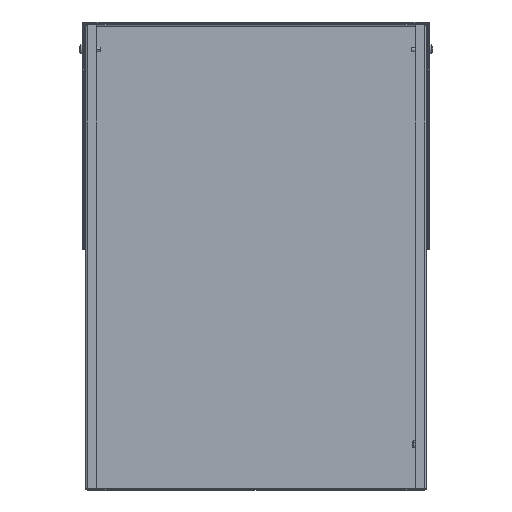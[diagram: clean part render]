
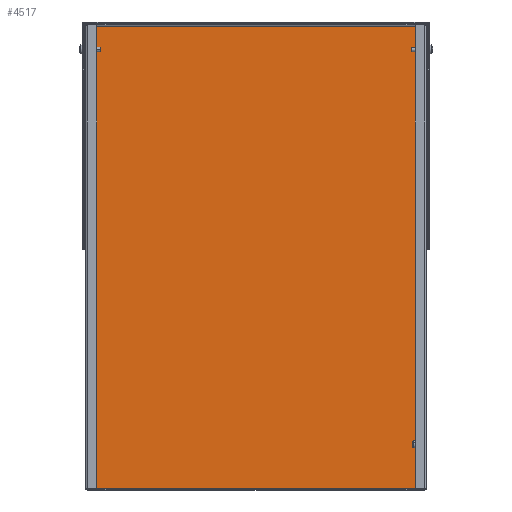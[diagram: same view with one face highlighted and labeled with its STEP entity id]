
A CAD part, top view. The second image highlights one B-rep face of the part: STEP entity #4517.
In plain terms, the highlighted planar face has unit normal (0, 0, 1).
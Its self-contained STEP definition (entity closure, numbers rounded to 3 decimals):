
#882 = CARTESIAN_POINT ( 'NONE',  ( 298.3, 408.3, 0. ) ) ;
#1095 = CARTESIAN_POINT ( 'NONE',  ( 298.3, 1.7, 0. ) ) ;
#1133 = ORIENTED_EDGE ( 'NONE', *, *, #2324, .F. ) ;
#1157 = CARTESIAN_POINT ( 'NONE',  ( 0., 0., 0. ) ) ;
#1218 = EDGE_CURVE ( 'NONE', #2210, #5551, #3715, .T. ) ;
#1492 = VERTEX_POINT ( 'NONE', #882 ) ;
#1833 = CARTESIAN_POINT ( 'NONE',  ( 1.7, 408.3, 0. ) ) ;
#2011 = EDGE_LOOP ( 'NONE', ( #7439, #7028, #7620, #1133 ) ) ;
#2088 = LINE ( 'NONE', #5209, #4132 ) ;
#2208 = VECTOR ( 'NONE', #5638, 1000. ) ;
#2210 = VERTEX_POINT ( 'NONE', #7792 ) ;
#2324 = EDGE_CURVE ( 'NONE', #5551, #4047, #2088, .T. ) ;
#2486 = CARTESIAN_POINT ( 'NONE',  ( 298.3, 410., 0. ) ) ;
#2815 = LINE ( 'NONE', #3393, #5958 ) ;
#3105 = LINE ( 'NONE', #2486, #7679 ) ;
#3141 = DIRECTION ( 'NONE',  ( 0., -1., 0. ) ) ;
#3393 = CARTESIAN_POINT ( 'NONE',  ( 1.7, 408.3, 0. ) ) ;
#3715 = LINE ( 'NONE', #1095, #2208 ) ;
#3875 = EDGE_CURVE ( 'NONE', #4047, #1492, #2815, .T. ) ;
#4047 = VERTEX_POINT ( 'NONE', #1833 ) ;
#4093 = EDGE_CURVE ( 'NONE', #1492, #2210, #3105, .T. ) ;
#4132 = VECTOR ( 'NONE', #7711, 1000. ) ;
#4517 = ADVANCED_FACE ( 'NONE', ( #7972 ), #5540, .F. ) ;
#5209 = CARTESIAN_POINT ( 'NONE',  ( 1.7, 0., 0. ) ) ;
#5436 = AXIS2_PLACEMENT_3D ( 'NONE', #1157, #7384, #7883 ) ;
#5540 = PLANE ( 'NONE',  #5436 ) ;
#5551 = VERTEX_POINT ( 'NONE', #6409 ) ;
#5638 = DIRECTION ( 'NONE',  ( -1., 0., 0. ) ) ;
#5958 = VECTOR ( 'NONE', #7208, 1000. ) ;
#6409 = CARTESIAN_POINT ( 'NONE',  ( 1.7, 1.7, 0. ) ) ;
#7028 = ORIENTED_EDGE ( 'NONE', *, *, #4093, .F. ) ;
#7208 = DIRECTION ( 'NONE',  ( 1., 0., 0. ) ) ;
#7384 = DIRECTION ( 'NONE',  ( 0., 0., -1. ) ) ;
#7439 = ORIENTED_EDGE ( 'NONE', *, *, #1218, .F. ) ;
#7620 = ORIENTED_EDGE ( 'NONE', *, *, #3875, .F. ) ;
#7679 = VECTOR ( 'NONE', #3141, 1000. ) ;
#7711 = DIRECTION ( 'NONE',  ( 0., 1., 0. ) ) ;
#7792 = CARTESIAN_POINT ( 'NONE',  ( 298.3, 1.7, 0. ) ) ;
#7883 = DIRECTION ( 'NONE',  ( -1., 0., 0. ) ) ;
#7972 = FACE_OUTER_BOUND ( 'NONE', #2011, .T. ) ;
